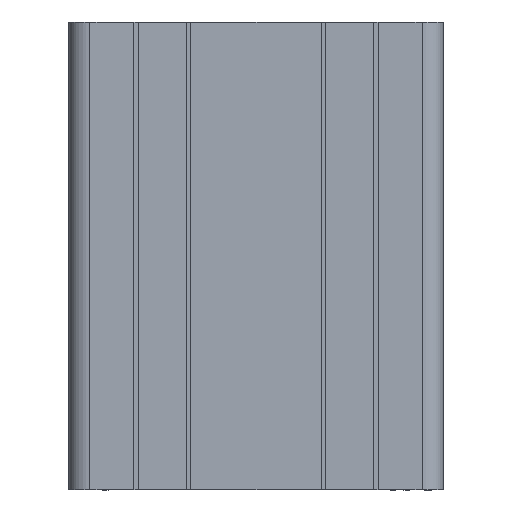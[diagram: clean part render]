
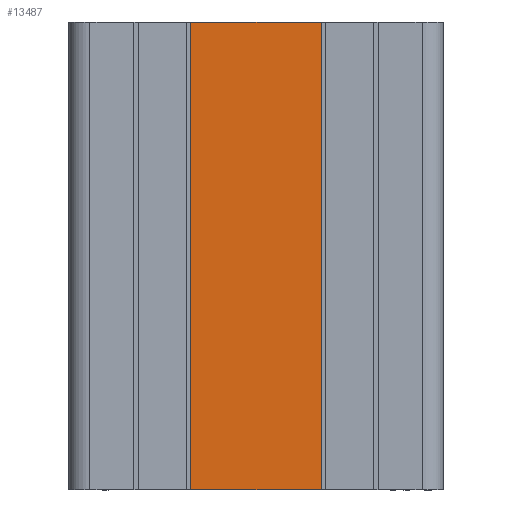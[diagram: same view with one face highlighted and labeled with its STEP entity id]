
A CAD part, left-side view. The second image highlights one B-rep face of the part: STEP entity #13487.
In plain terms, the highlighted planar face has unit normal (-1, 0, 0).
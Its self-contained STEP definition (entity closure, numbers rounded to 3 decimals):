
#217 = VECTOR ( 'NONE', #5024, 1000. ) ;
#424 = LINE ( 'NONE', #4797, #217 ) ;
#573 = ORIENTED_EDGE ( 'NONE', *, *, #16125, .F. ) ;
#639 = DIRECTION ( 'NONE',  ( 0., 0., -1. ) ) ;
#1415 = ORIENTED_EDGE ( 'NONE', *, *, #6489, .T. ) ;
#2019 = EDGE_LOOP ( 'NONE', ( #15692, #16091, #573, #1415 ) ) ;
#2791 = VECTOR ( 'NONE', #6327, 1000. ) ;
#2964 = LINE ( 'NONE', #13407, #2791 ) ;
#3248 = PLANE ( 'NONE',  #7510 ) ;
#3419 = CARTESIAN_POINT ( 'NONE',  ( 7160.149, 1920.926, 0. ) ) ;
#3715 = CARTESIAN_POINT ( 'NONE',  ( 7160.149, 1948.726, 100. ) ) ;
#4007 = LINE ( 'NONE', #12690, #13691 ) ;
#4403 = EDGE_CURVE ( 'NONE', #10301, #12252, #424, .T. ) ;
#4797 = CARTESIAN_POINT ( 'NONE',  ( 7160.149, 1920.926, 100. ) ) ;
#5024 = DIRECTION ( 'NONE',  ( 0., 0., -1. ) ) ;
#5828 = LINE ( 'NONE', #13979, #12141 ) ;
#6327 = DIRECTION ( 'NONE',  ( 0., -1., 0. ) ) ;
#6335 = CARTESIAN_POINT ( 'NONE',  ( 7160.149, 1948.726, 0. ) ) ;
#6431 = DIRECTION ( 'NONE',  ( 0., -1., 0. ) ) ;
#6489 = EDGE_CURVE ( 'NONE', #9710, #12252, #2964, .T. ) ;
#7510 = AXIS2_PLACEMENT_3D ( 'NONE', #14603, #8455, #639 ) ;
#8455 = DIRECTION ( 'NONE',  ( 1., 0., 0. ) ) ;
#9710 = VERTEX_POINT ( 'NONE', #6335 ) ;
#10086 = VERTEX_POINT ( 'NONE', #3715 ) ;
#10301 = VERTEX_POINT ( 'NONE', #11776 ) ;
#11776 = CARTESIAN_POINT ( 'NONE',  ( 7160.149, 1920.926, 100. ) ) ;
#12106 = FACE_OUTER_BOUND ( 'NONE', #2019, .T. ) ;
#12141 = VECTOR ( 'NONE', #15197, 1000. ) ;
#12252 = VERTEX_POINT ( 'NONE', #3419 ) ;
#12690 = CARTESIAN_POINT ( 'NONE',  ( 7160.149, 1899.326, 100. ) ) ;
#13407 = CARTESIAN_POINT ( 'NONE',  ( 7160.149, 1948.726, 0. ) ) ;
#13487 = ADVANCED_FACE ( 'NONE', ( #12106 ), #3248, .F. ) ;
#13691 = VECTOR ( 'NONE', #6431, 1000. ) ;
#13979 = CARTESIAN_POINT ( 'NONE',  ( 7160.149, 1948.726, 100. ) ) ;
#14603 = CARTESIAN_POINT ( 'NONE',  ( 7160.149, 1948.726, 100. ) ) ;
#15197 = DIRECTION ( 'NONE',  ( 0., 0., 1. ) ) ;
#15500 = EDGE_CURVE ( 'NONE', #10086, #10301, #4007, .T. ) ;
#15692 = ORIENTED_EDGE ( 'NONE', *, *, #4403, .F. ) ;
#16091 = ORIENTED_EDGE ( 'NONE', *, *, #15500, .F. ) ;
#16125 = EDGE_CURVE ( 'NONE', #9710, #10086, #5828, .T. ) ;
